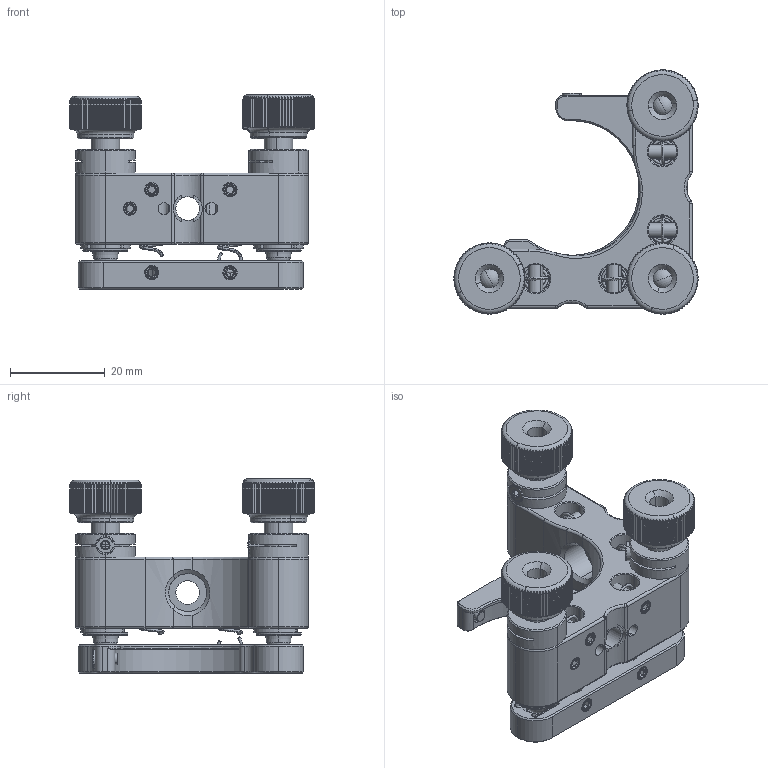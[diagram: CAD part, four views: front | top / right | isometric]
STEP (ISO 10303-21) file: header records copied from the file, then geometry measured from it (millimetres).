
FILE_DESCRIPTION (( 'STEP AP214' ), '1' );
FILE_NAME ('JC版，2.1.13.26，OMC-30L-3，30mmC型开口反射调整架，左手，3轴.STEP', '2024-12-11T02:44:43', ( '' ), ( '' ), 'SwSTEP 2.0', 'SolidWorks 2022', '' );
FILE_SCHEMA (( 'AUTOMOTIVE_DESIGN' ));
Length unit declared in the file: millimetre
Products named in the file (1): JC版，2.1.13.26，OMC-30L-3，30mmC型开口反射调整架，左手，3轴
Bounding box: 51.5 x 51.5 x 41 mm (x, y, z)
Surface area: 18935.2 mm2 (no closed solid volume)
Topology: 0 solids, 56 shells, 1327 faces, 3762 edges, 2465 vertices
Faces by surface type: plane 628, cylinder 423, cone 151, torus 99, bspline 20, sphere 6
Entity records: 69529 total; most frequent: CARTESIAN_POINT 21769, ORIENTED_EDGE 7046, DIRECTION 6625, EDGE_CURVE 3745, AXIS2_PLACEMENT_3D 2635, VERTEX_POINT 2456, EDGE_LOOP 1419, VECTOR 1355
